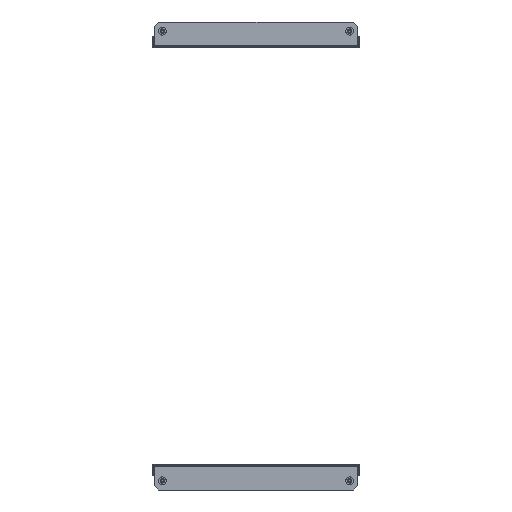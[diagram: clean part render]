
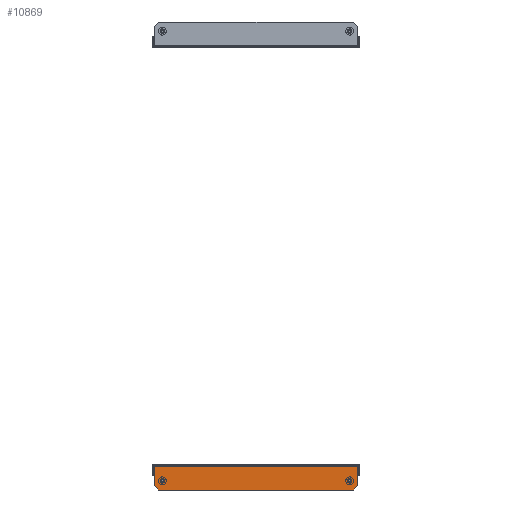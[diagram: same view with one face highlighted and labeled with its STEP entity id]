
A CAD part, left-side view. The second image highlights one B-rep face of the part: STEP entity #10869.
In plain terms, the highlighted planar face has unit normal (-1, 0, 0).
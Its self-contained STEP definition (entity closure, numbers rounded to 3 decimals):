
#410 = ORIENTED_EDGE ( 'NONE', *, *, #3856, .T. ) ;
#1170 = VERTEX_POINT ( 'NONE', #1549 ) ;
#1222 = CARTESIAN_POINT ( 'NONE',  ( -348.5, -112.5, -17.25 ) ) ;
#1549 = CARTESIAN_POINT ( 'NONE',  ( -348.5, 122., -26. ) ) ;
#2071 = DIRECTION ( 'NONE',  ( 1., 0., 0. ) ) ;
#2453 = DIRECTION ( 'NONE',  ( 0., 0., -1. ) ) ;
#2926 = CARTESIAN_POINT ( 'NONE',  ( -348.5, -117., -31. ) ) ;
#3306 = EDGE_LOOP ( 'NONE', ( #16398, #25871 ) ) ;
#3377 = CARTESIAN_POINT ( 'NONE',  ( -348.5, 74., -74. ) ) ;
#3685 = EDGE_CURVE ( 'NONE', #10909, #23575, #7170, .T. ) ;
#3738 = VECTOR ( 'NONE', #20747, 1000. ) ;
#3828 = ORIENTED_EDGE ( 'NONE', *, *, #16300, .F. ) ;
#3850 = VERTEX_POINT ( 'NONE', #22785 ) ;
#3856 = EDGE_CURVE ( 'NONE', #1170, #25785, #12421, .T. ) ;
#3888 = CARTESIAN_POINT ( 'NONE',  ( -348.5, 0., -2.5 ) ) ;
#3916 = EDGE_CURVE ( 'NONE', #26815, #7498, #20539, .T. ) ;
#4190 = CARTESIAN_POINT ( 'NONE',  ( -348.5, 122., -1.5 ) ) ;
#4570 = CARTESIAN_POINT ( 'NONE',  ( -348.5, -122., -31. ) ) ;
#5607 = EDGE_CURVE ( 'NONE', #19735, #16065, #18294, .T. ) ;
#5708 = FACE_OUTER_BOUND ( 'NONE', #24196, .T. ) ;
#7170 = LINE ( 'NONE', #13417, #12853 ) ;
#7498 = VERTEX_POINT ( 'NONE', #15568 ) ;
#7879 = VECTOR ( 'NONE', #12272, 1000. ) ;
#8330 = AXIS2_PLACEMENT_3D ( 'NONE', #28006, #14813, #25735 ) ;
#8367 = EDGE_CURVE ( 'NONE', #16101, #23575, #23978, .T. ) ;
#8514 = CARTESIAN_POINT ( 'NONE',  ( -348.5, 112.5, -20. ) ) ;
#8532 = CIRCLE ( 'NONE', #20749, 2.75 ) ;
#8693 = DIRECTION ( 'NONE',  ( 1., 0., 0. ) ) ;
#8995 = EDGE_LOOP ( 'NONE', ( #11620, #9842 ) ) ;
#9395 = CARTESIAN_POINT ( 'NONE',  ( -348.5, 112.5, -22.75 ) ) ;
#9637 = EDGE_CURVE ( 'NONE', #7498, #26815, #11910, .T. ) ;
#9842 = ORIENTED_EDGE ( 'NONE', *, *, #3916, .F. ) ;
#9932 = VECTOR ( 'NONE', #2453, 1000. ) ;
#9935 = FACE_BOUND ( 'NONE', #8995, .T. ) ;
#10869 = ADVANCED_FACE ( 'NONE', ( #14206, #9935, #5708 ), #24450, .T. ) ;
#10909 = VERTEX_POINT ( 'NONE', #2926 ) ;
#11620 = ORIENTED_EDGE ( 'NONE', *, *, #9637, .F. ) ;
#11910 = CIRCLE ( 'NONE', #19177, 2.75 ) ;
#12272 = DIRECTION ( 'NONE',  ( 0., -0.707, -0.707 ) ) ;
#12421 = LINE ( 'NONE', #3377, #7879 ) ;
#12507 = DIRECTION ( 'NONE',  ( 0., 1., 0. ) ) ;
#12622 = DIRECTION ( 'NONE',  ( -1., 0., 0. ) ) ;
#12664 = CARTESIAN_POINT ( 'NONE',  ( -348.5, -112.5, -20. ) ) ;
#12853 = VECTOR ( 'NONE', #13705, 1000. ) ;
#12871 = CARTESIAN_POINT ( 'NONE',  ( -348.5, -112.5, -22.75 ) ) ;
#13265 = VECTOR ( 'NONE', #12507, 1000. ) ;
#13325 = AXIS2_PLACEMENT_3D ( 'NONE', #12664, #2071, #25585 ) ;
#13417 = CARTESIAN_POINT ( 'NONE',  ( -348.5, -74., -74. ) ) ;
#13705 = DIRECTION ( 'NONE',  ( 0., -0.707, 0.707 ) ) ;
#14206 = FACE_BOUND ( 'NONE', #3306, .T. ) ;
#14698 = ORIENTED_EDGE ( 'NONE', *, *, #3685, .T. ) ;
#14813 = DIRECTION ( 'NONE',  ( -1., 0., 0. ) ) ;
#15129 = CARTESIAN_POINT ( 'NONE',  ( -348.5, -122., -26. ) ) ;
#15568 = CARTESIAN_POINT ( 'NONE',  ( -348.5, 112.5, -17.25 ) ) ;
#16065 = VERTEX_POINT ( 'NONE', #1222 ) ;
#16101 = VERTEX_POINT ( 'NONE', #18341 ) ;
#16300 = EDGE_CURVE ( 'NONE', #1170, #3850, #23598, .T. ) ;
#16398 = ORIENTED_EDGE ( 'NONE', *, *, #27054, .T. ) ;
#16602 = DIRECTION ( 'NONE',  ( 0., 0., 1. ) ) ;
#18156 = LINE ( 'NONE', #22713, #27105 ) ;
#18294 = CIRCLE ( 'NONE', #13325, 2.75 ) ;
#18341 = CARTESIAN_POINT ( 'NONE',  ( -348.5, -122., -2.5 ) ) ;
#18741 = CARTESIAN_POINT ( 'NONE',  ( -348.5, 0., 0. ) ) ;
#19177 = AXIS2_PLACEMENT_3D ( 'NONE', #8514, #12622, #25244 ) ;
#19325 = CARTESIAN_POINT ( 'NONE',  ( -348.5, 117., -31. ) ) ;
#19613 = CARTESIAN_POINT ( 'NONE',  ( -348.5, -112.5, -20. ) ) ;
#19735 = VERTEX_POINT ( 'NONE', #12871 ) ;
#19905 = ORIENTED_EDGE ( 'NONE', *, *, #8367, .F. ) ;
#20539 = CIRCLE ( 'NONE', #8330, 2.75 ) ;
#20747 = DIRECTION ( 'NONE',  ( 0., 0., 1. ) ) ;
#20749 = AXIS2_PLACEMENT_3D ( 'NONE', #19613, #8693, #23865 ) ;
#21357 = ORIENTED_EDGE ( 'NONE', *, *, #26056, .F. ) ;
#22713 = CARTESIAN_POINT ( 'NONE',  ( -348.5, 122., -31. ) ) ;
#22727 = EDGE_CURVE ( 'NONE', #16101, #3850, #23433, .T. ) ;
#22785 = CARTESIAN_POINT ( 'NONE',  ( -348.5, 122., -2.5 ) ) ;
#22864 = DIRECTION ( 'NONE',  ( -1., 0., 0. ) ) ;
#23433 = LINE ( 'NONE', #3888, #13265 ) ;
#23575 = VERTEX_POINT ( 'NONE', #15129 ) ;
#23598 = LINE ( 'NONE', #4190, #3738 ) ;
#23865 = DIRECTION ( 'NONE',  ( 0., 0., 1. ) ) ;
#23978 = LINE ( 'NONE', #4570, #9932 ) ;
#24196 = EDGE_LOOP ( 'NONE', ( #3828, #410, #21357, #14698, #19905, #27240 ) ) ;
#24450 = PLANE ( 'NONE',  #27722 ) ;
#24698 = DIRECTION ( 'NONE',  ( 0., 1., 0. ) ) ;
#25244 = DIRECTION ( 'NONE',  ( 0., 0., 1. ) ) ;
#25585 = DIRECTION ( 'NONE',  ( 0., 0., 1. ) ) ;
#25735 = DIRECTION ( 'NONE',  ( 0., 0., 1. ) ) ;
#25785 = VERTEX_POINT ( 'NONE', #19325 ) ;
#25871 = ORIENTED_EDGE ( 'NONE', *, *, #5607, .T. ) ;
#26056 = EDGE_CURVE ( 'NONE', #10909, #25785, #18156, .T. ) ;
#26815 = VERTEX_POINT ( 'NONE', #9395 ) ;
#27054 = EDGE_CURVE ( 'NONE', #16065, #19735, #8532, .T. ) ;
#27105 = VECTOR ( 'NONE', #24698, 1000. ) ;
#27240 = ORIENTED_EDGE ( 'NONE', *, *, #22727, .T. ) ;
#27722 = AXIS2_PLACEMENT_3D ( 'NONE', #18741, #22864, #16602 ) ;
#28006 = CARTESIAN_POINT ( 'NONE',  ( -348.5, 112.5, -20. ) ) ;
